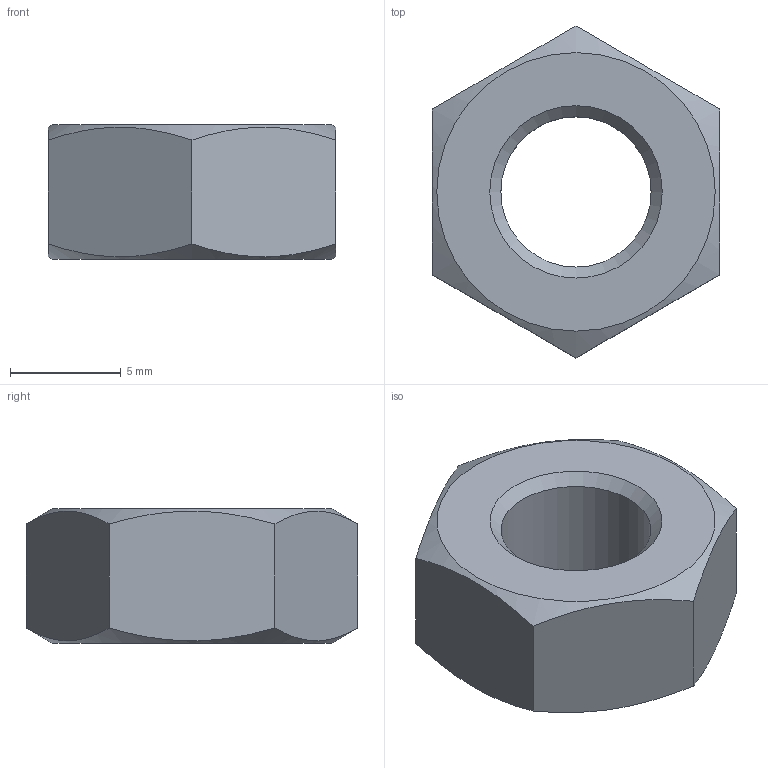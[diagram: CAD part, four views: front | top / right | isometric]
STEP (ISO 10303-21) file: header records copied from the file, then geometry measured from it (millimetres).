
FILE_DESCRIPTION (( 'STEP AP214' ), '1' );
FILE_NAME ('1137-Z1P-A.STEP', '2013-05-15T14:52:53', ( '3DAssist' ), ( '' ), 'SwSTEP 2.0', 'SolidWorks 2013', '' );
FILE_SCHEMA (( 'AUTOMOTIVE_DESIGN' ));
Length unit declared in the file: millimetre
Products named in the file (1): 1137-Z1P-A
Bounding box: 13 x 15.01 x 6.1 mm (x, y, z)
Volume: 656.8 mm3; surface area: 591.6 mm2
Topology: 1 solids, 1 shells, 13 faces, 31 edges, 20 vertices
Faces by surface type: plane 8, cone 4, cylinder 1
Full cylindrical faces by diameter (mm): 6.8 x1
Entity records: 481 total; most frequent: CARTESIAN_POINT 180, ORIENTED_EDGE 48, DIRECTION 46, EDGE_CURVE 24, EDGE_LOOP 20, AXIS2_PLACEMENT_3D 20, VERTEX_POINT 18, FACE_OUTER_BOUND 14
